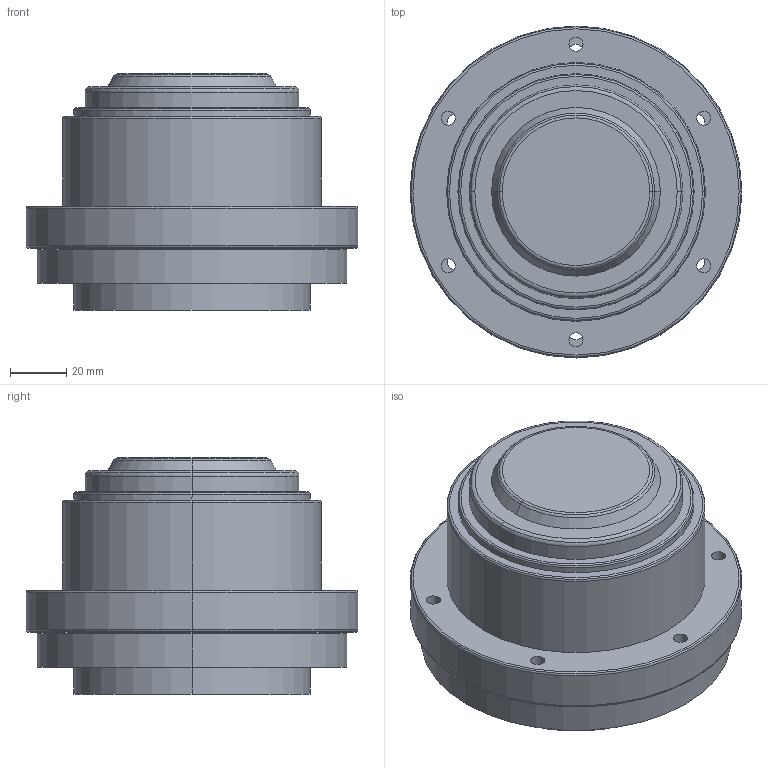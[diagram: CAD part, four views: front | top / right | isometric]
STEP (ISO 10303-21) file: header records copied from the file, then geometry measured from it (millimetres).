
FILE_DESCRIPTION((''),'2;1');
FILE_NAME('00','2022-06-10T13:59:31',('Administrator'),(''),'CREO PARAMETRIC BY PTC INC, 2019010','CREO PARAMETRIC BY PTC INC, 2019010','');
FILE_SCHEMA(('CONFIG_CONTROL_DESIGN'));
Length unit declared in the file: millimetre
Products named in the file (1): 00
Bounding box: 118 x 118 x 84 mm (x, y, z)
Volume: 580719 mm3; surface area: 63116.7 mm2
Topology: 1 solids, 1 shells, 113 faces, 302 edges, 191 vertices
Faces by surface type: cylinder 57, torus 24, cone 17, plane 15
Entity records: 3901 total; most frequent: CARTESIAN_POINT 917, DIRECTION 684, ORIENTED_EDGE 576, AXIS2_PLACEMENT_3D 301, EDGE_CURVE 288, VERTEX_POINT 191, CIRCLE 188, EDGE_LOOP 151
